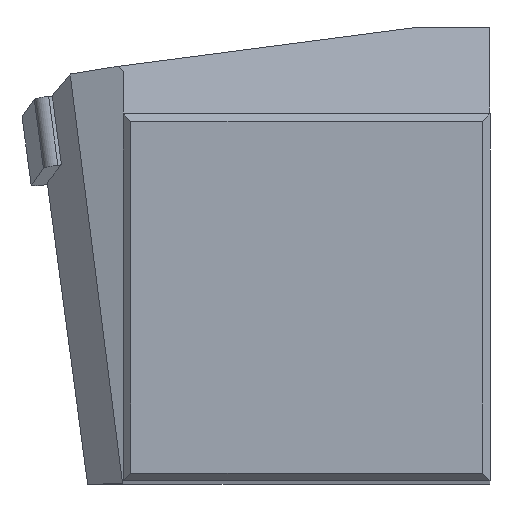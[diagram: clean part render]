
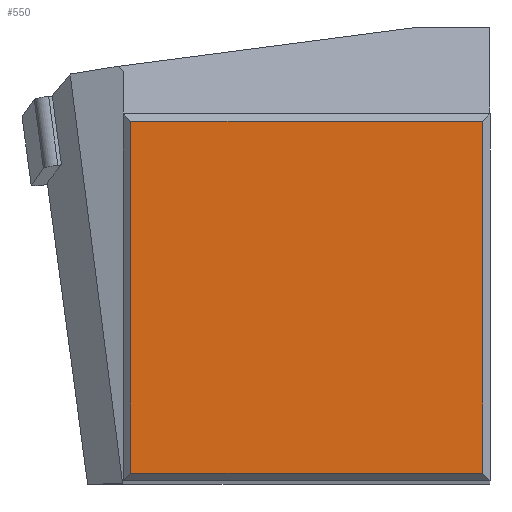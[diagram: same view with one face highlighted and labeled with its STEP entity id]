
A CAD part, top view. The second image highlights one B-rep face of the part: STEP entity #550.
In plain terms, the highlighted planar face has unit normal (0, 0, 1).
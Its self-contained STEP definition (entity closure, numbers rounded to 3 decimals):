
#71=DIRECTION('',(-1.,0.,0.));
#72=VECTOR('',#71,24.);
#73=CARTESIAN_POINT('',(-0.5,24.5,0.));
#74=LINE('',#73,#72);
#78=DIRECTION('',(0.,1.,0.));
#79=VECTOR('',#78,24.);
#80=CARTESIAN_POINT('',(-0.5,0.5,0.));
#81=LINE('',#80,#79);
#85=DIRECTION('',(1.,0.,0.));
#86=VECTOR('',#85,24.);
#87=CARTESIAN_POINT('',(-24.5,0.5,0.));
#88=LINE('',#87,#86);
#92=DIRECTION('',(0.,-1.,0.));
#93=VECTOR('',#92,24.);
#94=CARTESIAN_POINT('',(-24.5,24.5,0.));
#95=LINE('',#94,#93);
#477=CARTESIAN_POINT('',(-0.5,24.5,0.));
#478=CARTESIAN_POINT('',(-24.5,24.5,0.));
#479=VERTEX_POINT('',#477);
#480=VERTEX_POINT('',#478);
#487=CARTESIAN_POINT('',(-0.5,0.5,0.));
#488=VERTEX_POINT('',#487);
#491=CARTESIAN_POINT('',(-24.5,0.5,0.));
#492=VERTEX_POINT('',#491);
#535=CARTESIAN_POINT('',(0.,0.,0.));
#536=DIRECTION('',(0.,0.,-1.));
#537=DIRECTION('',(0.,1.,0.));
#538=AXIS2_PLACEMENT_3D('',#535,#536,#537);
#539=PLANE('',#538);
#541=ORIENTED_EDGE('',*,*,#540,.F.);
#543=ORIENTED_EDGE('',*,*,#542,.F.);
#545=ORIENTED_EDGE('',*,*,#544,.F.);
#547=ORIENTED_EDGE('',*,*,#546,.F.);
#548=EDGE_LOOP('',(#541,#543,#545,#547));
#549=FACE_OUTER_BOUND('',#548,.F.);
#540=EDGE_CURVE('',#479,#480,#74,.T.);
#542=EDGE_CURVE('',#488,#479,#81,.T.);
#544=EDGE_CURVE('',#492,#488,#88,.T.);
#546=EDGE_CURVE('',#480,#492,#95,.T.);
#550=ADVANCED_FACE('',(#549),#539,.F.);
